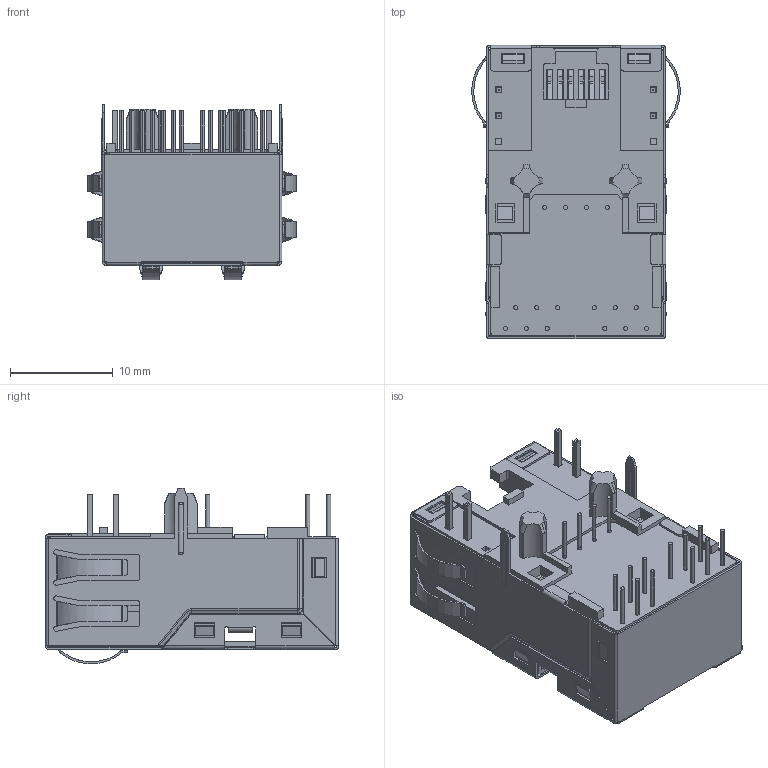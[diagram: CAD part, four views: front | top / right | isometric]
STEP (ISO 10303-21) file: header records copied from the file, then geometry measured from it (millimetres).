
FILE_DESCRIPTION (( 'STEP AP203' ), '1' );
FILE_NAME ('TMJM84285-9AGNLCK.STEP', '2024-04-02T07:35:14', ( 'Windows 蚚誧' ), ( 'Microsoft' ), 'SwSTEP 2.0', 'SolidWorks 2020', '' );
FILE_SCHEMA (( 'CONFIG_CONTROL_DESIGN' ));
Products named in the file (1): TMJM84285-9AGNLCK
Bounding box: 20.32 x 28.57 x 17.12 mm (x, y, z)
Volume: 3812.1 mm3; surface area: 7438.2 mm2
Topology: 1 solids, 17 shells, 2286 faces, 6252 edges, 4030 vertices
Faces by surface type: plane 1527, cylinder 505, bspline 178, cone 66, torus 10
Entity records: 84103 total; most frequent: CARTESIAN_POINT 26270, ORIENTED_EDGE 12502, DIRECTION 11219, EDGE_CURVE 6251, LINE 4657, VECTOR 4657, VERTEX_POINT 4030, AXIS2_PLACEMENT_3D 3281
